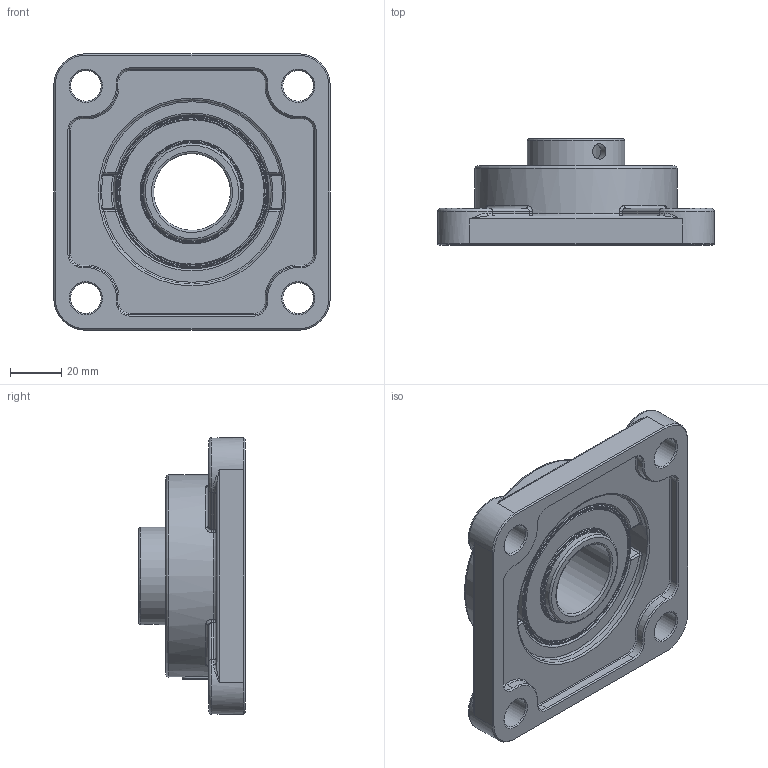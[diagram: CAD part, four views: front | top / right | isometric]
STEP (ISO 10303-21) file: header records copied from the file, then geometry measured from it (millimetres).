
FILE_DESCRIPTION(/* description */ (''),/* implementation_level */ '2;1');
FILE_NAME(/* name */ 'SF+SUC-206.stp',/* time_stamp */ '2023-07-21T17:21:59+03:00',/* author */ ('11700K'),/* organization */ (''),/* preprocessor_version */ 'ST-DEVELOPER v18.1',/* originating_system */ 'Autodesk Inventor 2021',/* authorisation */ '');
FILE_SCHEMA (('AUTOMOTIVE_DESIGN { 1 0 10303 214 3 1 1 }'));
Length unit declared in the file: millimetre
Products named in the file (3): Assembly47; SF_206_A; SUC-206
Assembly tree (2 placements, depth 2):
  Assembly47
    SF_206_A
    SUC-206
Bounding box: 108 x 41.61 x 108 mm (x, y, z)
Volume: 163200.1 mm3; surface area: 48987.5 mm2
Topology: 2 solids, 2 shells, 280 faces, 647 edges, 373 vertices
Faces by surface type: cylinder 82, plane 62, cone 47, torus 43, bspline 31, sphere 15
Full cylindrical faces by diameter (mm): 6 x3, 12 x4, 30 x1, 38 x2, 40 x2, 57 x2, 58 x2, 69 x1, 72 x1, 79 x1
Entity records: 9187 total; most frequent: CARTESIAN_POINT 2744, DIRECTION 1405, ORIENTED_EDGE 1280, EDGE_CURVE 640, AXIS2_PLACEMENT_3D 588, VERTEX_POINT 373, CIRCLE 334, EDGE_LOOP 307
